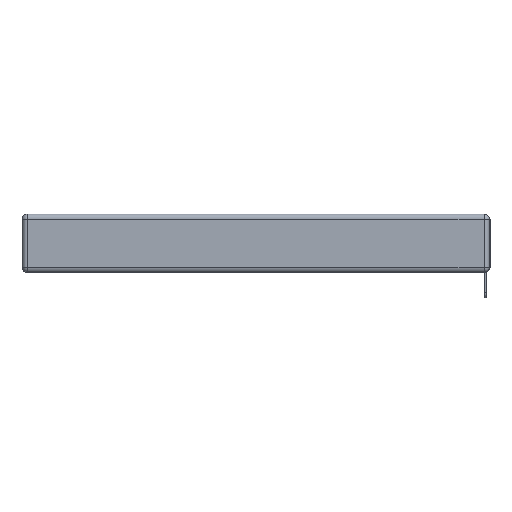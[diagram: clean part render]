
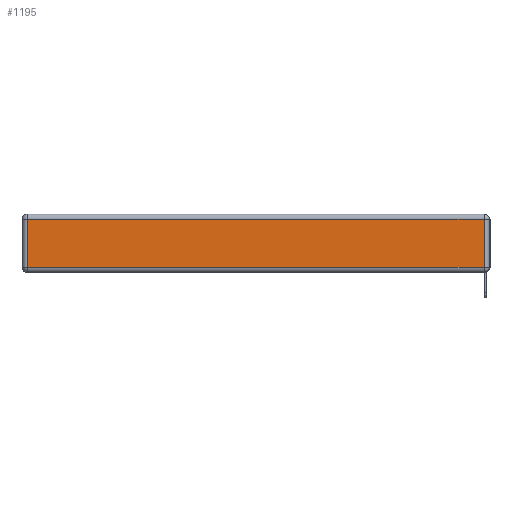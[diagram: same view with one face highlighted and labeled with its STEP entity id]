
A CAD part, left-side view. The second image highlights one B-rep face of the part: STEP entity #1195.
In plain terms, the highlighted planar face has unit normal (-1, 0, 0).
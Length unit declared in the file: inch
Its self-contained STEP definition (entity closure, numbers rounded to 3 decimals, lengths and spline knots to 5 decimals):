
#340 = DIRECTION ( 'NONE',  ( 0., 1., 0. ) ) ;
#840 = LINE ( 'NONE', #11656, #13508 ) ;
#1073 = DIRECTION ( 'NONE',  ( 0., -1., 0. ) ) ;
#1195 = ADVANCED_FACE ( 'NONE', ( #12133 ), #12386, .T. ) ;
#1299 = CARTESIAN_POINT ( 'NONE',  ( 0., 2.72, -0.343 ) ) ;
#1475 = VECTOR ( 'NONE', #1073, 39.37008 ) ;
#2121 = DIRECTION ( 'NONE',  ( -1., 0., 0. ) ) ;
#2163 = CARTESIAN_POINT ( 'NONE',  ( 0., 2.72, -0.03 ) ) ;
#2407 = EDGE_CURVE ( 'NONE', #14498, #8071, #8903, .T. ) ;
#2675 = ORIENTED_EDGE ( 'NONE', *, *, #2407, .T. ) ;
#4324 = VECTOR ( 'NONE', #8134, 39.37008 ) ;
#4331 = EDGE_CURVE ( 'NONE', #12616, #14498, #4881, .T. ) ;
#4527 = CARTESIAN_POINT ( 'NONE',  ( 0., 0., -0.343 ) ) ;
#4564 = CARTESIAN_POINT ( 'NONE',  ( 0., 0., -0.313 ) ) ;
#4881 = LINE ( 'NONE', #4564, #1475 ) ;
#5180 = EDGE_CURVE ( 'NONE', #8071, #8338, #840, .T. ) ;
#6144 = ORIENTED_EDGE ( 'NONE', *, *, #7155, .T. ) ;
#6477 = AXIS2_PLACEMENT_3D ( 'NONE', #4527, #2121, #6854 ) ;
#6854 = DIRECTION ( 'NONE',  ( 0., 0., 1. ) ) ;
#7155 = EDGE_CURVE ( 'NONE', #8338, #12616, #7346, .T. ) ;
#7346 = LINE ( 'NONE', #1299, #4324 ) ;
#7510 = CARTESIAN_POINT ( 'NONE',  ( 0., 0.03, -0.03 ) ) ;
#8071 = VERTEX_POINT ( 'NONE', #7510 ) ;
#8134 = DIRECTION ( 'NONE',  ( 0., 0., -1. ) ) ;
#8338 = VERTEX_POINT ( 'NONE', #2163 ) ;
#8903 = LINE ( 'NONE', #13555, #10855 ) ;
#9080 = DIRECTION ( 'NONE',  ( 0., 0., 1. ) ) ;
#9760 = CARTESIAN_POINT ( 'NONE',  ( 0., 2.72, -0.313 ) ) ;
#9887 = EDGE_LOOP ( 'NONE', ( #14042, #2675, #11917, #6144 ) ) ;
#10855 = VECTOR ( 'NONE', #9080, 39.37008 ) ;
#11656 = CARTESIAN_POINT ( 'NONE',  ( 0., 2.75, -0.03 ) ) ;
#11917 = ORIENTED_EDGE ( 'NONE', *, *, #5180, .T. ) ;
#12133 = FACE_OUTER_BOUND ( 'NONE', #9887, .T. ) ;
#12386 = PLANE ( 'NONE',  #6477 ) ;
#12616 = VERTEX_POINT ( 'NONE', #9760 ) ;
#13508 = VECTOR ( 'NONE', #340, 39.37008 ) ;
#13555 = CARTESIAN_POINT ( 'NONE',  ( 0., 0.03, -0.343 ) ) ;
#14042 = ORIENTED_EDGE ( 'NONE', *, *, #4331, .T. ) ;
#14498 = VERTEX_POINT ( 'NONE', #14586 ) ;
#14586 = CARTESIAN_POINT ( 'NONE',  ( 0., 0.03, -0.313 ) ) ;
